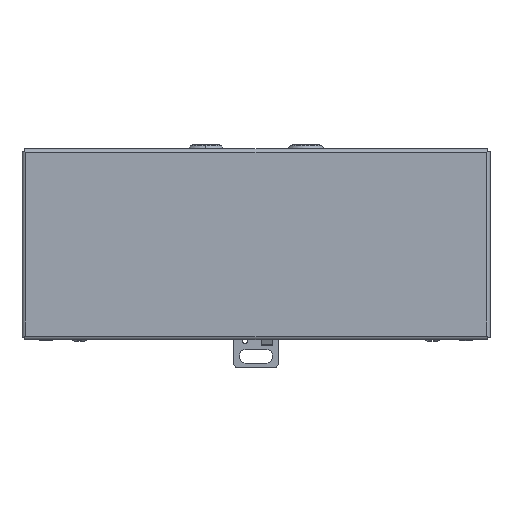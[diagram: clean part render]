
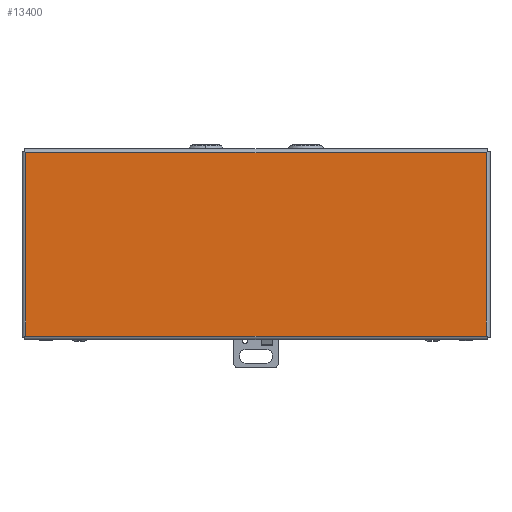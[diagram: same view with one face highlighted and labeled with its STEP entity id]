
A CAD part, top view. The second image highlights one B-rep face of the part: STEP entity #13400.
In plain terms, the highlighted planar face has unit normal (0, 0, 1).
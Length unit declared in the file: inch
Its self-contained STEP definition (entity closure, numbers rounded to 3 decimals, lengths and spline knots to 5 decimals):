
#31 = VECTOR ( 'NONE', #6046, 39.37008 ) ;
#203 = VERTEX_POINT ( 'NONE', #4250 ) ;
#1289 = DIRECTION ( 'NONE',  ( 1., 0., 0. ) ) ;
#2185 = ORIENTED_EDGE ( 'NONE', *, *, #6741, .F. ) ;
#2351 = CARTESIAN_POINT ( 'NONE',  ( -5.1585, -4.135, 5.0285 ) ) ;
#2671 = FACE_OUTER_BOUND ( 'NONE', #4786, .T. ) ;
#2752 = CARTESIAN_POINT ( 'NONE',  ( 5.1585, -0.029, 5.0285 ) ) ;
#2917 = LINE ( 'NONE', #7465, #4874 ) ;
#3219 = EDGE_CURVE ( 'NONE', #203, #6982, #11970, .T. ) ;
#3426 = CARTESIAN_POINT ( 'NONE',  ( -5.1585, -0.029, 5.0285 ) ) ;
#3481 = AXIS2_PLACEMENT_3D ( 'NONE', #2752, #3826, #13120 ) ;
#3731 = LINE ( 'NONE', #2351, #31 ) ;
#3826 = DIRECTION ( 'NONE',  ( 0., 0., 1. ) ) ;
#4250 = CARTESIAN_POINT ( 'NONE',  ( 5.1585, -0.029, 5.0285 ) ) ;
#4786 = EDGE_LOOP ( 'NONE', ( #11081, #9693, #13634, #2185 ) ) ;
#4874 = VECTOR ( 'NONE', #13144, 39.37008 ) ;
#4988 = CARTESIAN_POINT ( 'NONE',  ( 5.1585, -0.029, 5.0285 ) ) ;
#6046 = DIRECTION ( 'NONE',  ( 0., 1., 0. ) ) ;
#6574 = VERTEX_POINT ( 'NONE', #11260 ) ;
#6741 = EDGE_CURVE ( 'NONE', #6574, #203, #9430, .T. ) ;
#6982 = VERTEX_POINT ( 'NONE', #8154 ) ;
#7465 = CARTESIAN_POINT ( 'NONE',  ( 5.1585, -4.135, 5.0285 ) ) ;
#8154 = CARTESIAN_POINT ( 'NONE',  ( 5.1585, -4.135, 5.0285 ) ) ;
#8167 = VECTOR ( 'NONE', #14347, 39.37008 ) ;
#9430 = LINE ( 'NONE', #3426, #10825 ) ;
#9682 = EDGE_CURVE ( 'NONE', #6982, #14154, #2917, .T. ) ;
#9693 = ORIENTED_EDGE ( 'NONE', *, *, #9682, .F. ) ;
#10015 = CARTESIAN_POINT ( 'NONE',  ( -5.1585, -4.135, 5.0285 ) ) ;
#10741 = PLANE ( 'NONE',  #3481 ) ;
#10825 = VECTOR ( 'NONE', #1289, 39.37008 ) ;
#11081 = ORIENTED_EDGE ( 'NONE', *, *, #12471, .F. ) ;
#11260 = CARTESIAN_POINT ( 'NONE',  ( -5.1585, -0.029, 5.0285 ) ) ;
#11970 = LINE ( 'NONE', #4988, #8167 ) ;
#12471 = EDGE_CURVE ( 'NONE', #14154, #6574, #3731, .T. ) ;
#13120 = DIRECTION ( 'NONE',  ( -1., 0., 0. ) ) ;
#13144 = DIRECTION ( 'NONE',  ( -1., 0., 0. ) ) ;
#13400 = ADVANCED_FACE ( 'NONE', ( #2671 ), #10741, .T. ) ;
#13634 = ORIENTED_EDGE ( 'NONE', *, *, #3219, .F. ) ;
#14154 = VERTEX_POINT ( 'NONE', #10015 ) ;
#14347 = DIRECTION ( 'NONE',  ( 0., -1., 0. ) ) ;
